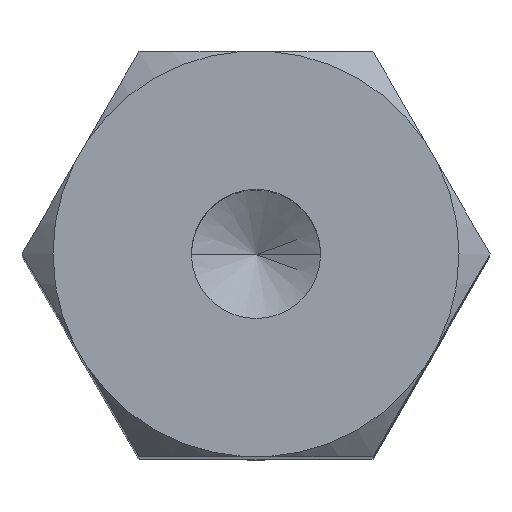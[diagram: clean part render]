
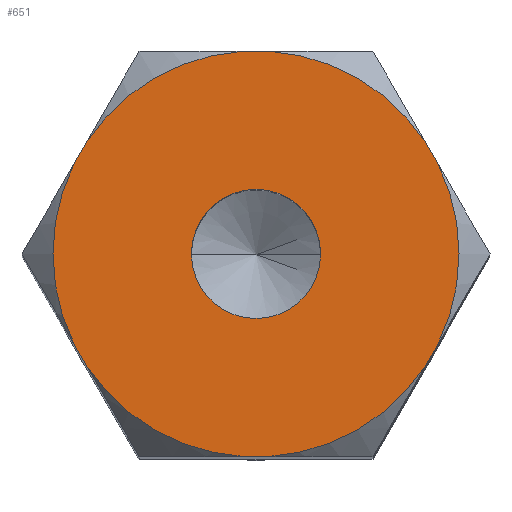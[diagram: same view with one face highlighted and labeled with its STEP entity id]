
A CAD part, top view. The second image highlights one B-rep face of the part: STEP entity #651.
In plain terms, the highlighted planar face has unit normal (0, 0, 1).
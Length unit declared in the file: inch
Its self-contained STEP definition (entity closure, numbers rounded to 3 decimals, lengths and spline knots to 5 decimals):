
#2 = VECTOR ( 'NONE', #675, 39.37008 ) ;
#10 = VERTEX_POINT ( 'NONE', #480 ) ;
#11 = DIRECTION ( 'NONE',  ( 1., 0., 0. ) ) ;
#13 = CARTESIAN_POINT ( 'NONE',  ( 0.0158, -0.2495, 2.003 ) ) ;
#14 = ORIENTED_EDGE ( 'NONE', *, *, #1038, .T. ) ;
#26 = CIRCLE ( 'NONE', #874, 0.25 ) ;
#51 = ORIENTED_EDGE ( 'NONE', *, *, #241, .T. ) ;
#70 = ORIENTED_EDGE ( 'NONE', *, *, #628, .T. ) ;
#96 = LINE ( 'NONE', #1362, #203 ) ;
#103 = AXIS2_PLACEMENT_3D ( 'NONE', #1076, #956, #1296 ) ;
#105 = CIRCLE ( 'NONE', #373, 0.25 ) ;
#126 = VERTEX_POINT ( 'NONE', #754 ) ;
#133 = AXIS2_PLACEMENT_3D ( 'NONE', #1467, #907, #1354 ) ;
#138 = ORIENTED_EDGE ( 'NONE', *, *, #1002, .T. ) ;
#142 = CARTESIAN_POINT ( 'NONE',  ( 0., 0., 2.003 ) ) ;
#200 = DIRECTION ( 'NONE',  ( 1., 0., 0. ) ) ;
#203 = VECTOR ( 'NONE', #455, 39.37008 ) ;
#207 = CARTESIAN_POINT ( 'NONE',  ( -0.14405, -0.2495, 2.003 ) ) ;
#229 = ORIENTED_EDGE ( 'NONE', *, *, #423, .T. ) ;
#234 = DIRECTION ( 'NONE',  ( 0., -1., 0. ) ) ;
#241 = EDGE_CURVE ( 'NONE', #1315, #689, #553, .T. ) ;
#251 = CIRCLE ( 'NONE', #133, 0.25 ) ;
#252 = CARTESIAN_POINT ( 'NONE',  ( 0.2881, 0., 2.003 ) ) ;
#268 = ORIENTED_EDGE ( 'NONE', *, *, #466, .T. ) ;
#272 = AXIS2_PLACEMENT_3D ( 'NONE', #142, #1365, #1036 ) ;
#296 = CARTESIAN_POINT ( 'NONE',  ( 0.20817, -0.13844, 2.003 ) ) ;
#313 = EDGE_CURVE ( 'NONE', #1173, #367, #1162, .T. ) ;
#347 = VERTEX_POINT ( 'NONE', #829 ) ;
#355 = EDGE_CURVE ( 'NONE', #983, #1143, #1392, .T. ) ;
#367 = VERTEX_POINT ( 'NONE', #487 ) ;
#368 = ORIENTED_EDGE ( 'NONE', *, *, #355, .F. ) ;
#373 = AXIS2_PLACEMENT_3D ( 'NONE', #1321, #758, #729 ) ;
#388 = DIRECTION ( 'NONE',  ( 0., 0., 1. ) ) ;
#412 = CARTESIAN_POINT ( 'NONE',  ( 0., 0., 2.003 ) ) ;
#415 = ORIENTED_EDGE ( 'NONE', *, *, #1081, .T. ) ;
#423 = EDGE_CURVE ( 'NONE', #968, #483, #1110, .T. ) ;
#443 = VECTOR ( 'NONE', #1452, 39.37008 ) ;
#445 = VERTEX_POINT ( 'NONE', #627 ) ;
#452 = CARTESIAN_POINT ( 'NONE',  ( 0., 0., 2.003 ) ) ;
#455 = DIRECTION ( 'NONE',  ( -1., 0., 0. ) ) ;
#466 = EDGE_CURVE ( 'NONE', #1284, #347, #26, .T. ) ;
#467 = ORIENTED_EDGE ( 'NONE', *, *, #909, .F. ) ;
#480 = CARTESIAN_POINT ( 'NONE',  ( 0.0158, 0.2495, 2.003 ) ) ;
#483 = VERTEX_POINT ( 'NONE', #296 ) ;
#487 = CARTESIAN_POINT ( 'NONE',  ( 0.20817, 0.13844, 2.003 ) ) ;
#553 = LINE ( 'NONE', #904, #443 ) ;
#556 = LINE ( 'NONE', #207, #1090 ) ;
#584 = EDGE_CURVE ( 'NONE', #347, #968, #556, .T. ) ;
#596 = CIRCLE ( 'NONE', #876, 0.25 ) ;
#618 = CIRCLE ( 'NONE', #1156, 0.25 ) ;
#626 = CARTESIAN_POINT ( 'NONE',  ( 0.22398, 0.11106, 2.003 ) ) ;
#627 = CARTESIAN_POINT ( 'NONE',  ( -0.0158, 0.2495, 2.003 ) ) ;
#628 = EDGE_CURVE ( 'NONE', #483, #1482, #894, .T. ) ;
#651 = ADVANCED_FACE ( 'NONE', ( #1344, #1459 ), #790, .T. ) ;
#654 = ORIENTED_EDGE ( 'NONE', *, *, #584, .T. ) ;
#675 = DIRECTION ( 'NONE',  ( 0.5, 0.866, 0. ) ) ;
#681 = DIRECTION ( 'NONE',  ( 0., 0., 1. ) ) ;
#689 = VERTEX_POINT ( 'NONE', #1333 ) ;
#711 = DIRECTION ( 'NONE',  ( -0.5, 0.866, 0. ) ) ;
#720 = DIRECTION ( 'NONE',  ( 0., 0., 1. ) ) ;
#723 = CARTESIAN_POINT ( 'NONE',  ( -0.2881, 0., 2.003 ) ) ;
#729 = DIRECTION ( 'NONE',  ( 1., 0., 0. ) ) ;
#735 = CARTESIAN_POINT ( 'NONE',  ( 0.22398, -0.11106, 2.003 ) ) ;
#752 = DIRECTION ( 'NONE',  ( 0., 0., 1. ) ) ;
#753 = CARTESIAN_POINT ( 'NONE',  ( 0., 0., 2.003 ) ) ;
#754 = CARTESIAN_POINT ( 'NONE',  ( -0.22398, -0.11106, 2.003 ) ) ;
#758 = DIRECTION ( 'NONE',  ( 0., 0., 1. ) ) ;
#764 = CARTESIAN_POINT ( 'NONE',  ( -0.20817, -0.13844, 2.003 ) ) ;
#790 = PLANE ( 'NONE',  #1348 ) ;
#794 = CARTESIAN_POINT ( 'NONE',  ( 0.0795, 0., 2.003 ) ) ;
#818 = EDGE_CURVE ( 'NONE', #445, #1315, #596, .T. ) ;
#829 = CARTESIAN_POINT ( 'NONE',  ( -0.0158, -0.2495, 2.003 ) ) ;
#874 = AXIS2_PLACEMENT_3D ( 'NONE', #753, #388, #975 ) ;
#876 = AXIS2_PLACEMENT_3D ( 'NONE', #1044, #720, #11 ) ;
#894 = LINE ( 'NONE', #1241, #2 ) ;
#904 = CARTESIAN_POINT ( 'NONE',  ( -0.14405, 0.2495, 2.003 ) ) ;
#907 = DIRECTION ( 'NONE',  ( 0., 0., 1. ) ) ;
#909 = EDGE_CURVE ( 'NONE', #1143, #983, #1182, .T. ) ;
#912 = LINE ( 'NONE', #723, #972 ) ;
#939 = DIRECTION ( 'NONE',  ( 0., 0., 1. ) ) ;
#956 = DIRECTION ( 'NONE',  ( 0., 0., 1. ) ) ;
#968 = VERTEX_POINT ( 'NONE', #13 ) ;
#972 = VECTOR ( 'NONE', #1163, 39.37008 ) ;
#975 = DIRECTION ( 'NONE',  ( 1., 0., 0. ) ) ;
#983 = VERTEX_POINT ( 'NONE', #794 ) ;
#1002 = EDGE_CURVE ( 'NONE', #10, #445, #96, .T. ) ;
#1036 = DIRECTION ( 'NONE',  ( 1., 0., 0. ) ) ;
#1038 = EDGE_CURVE ( 'NONE', #126, #1284, #912, .T. ) ;
#1044 = CARTESIAN_POINT ( 'NONE',  ( 0., 0., 2.003 ) ) ;
#1058 = ORIENTED_EDGE ( 'NONE', *, *, #1261, .T. ) ;
#1072 = EDGE_CURVE ( 'NONE', #689, #126, #618, .T. ) ;
#1076 = CARTESIAN_POINT ( 'NONE',  ( 0., 0., 2.003 ) ) ;
#1081 = EDGE_CURVE ( 'NONE', #367, #10, #105, .T. ) ;
#1090 = VECTOR ( 'NONE', #200, 39.37008 ) ;
#1099 = CARTESIAN_POINT ( 'NONE',  ( -0.0795, 0., 2.003 ) ) ;
#1108 = VECTOR ( 'NONE', #711, 39.37008 ) ;
#1110 = CIRCLE ( 'NONE', #1233, 0.25 ) ;
#1143 = VERTEX_POINT ( 'NONE', #1099 ) ;
#1156 = AXIS2_PLACEMENT_3D ( 'NONE', #412, #752, #1428 ) ;
#1162 = LINE ( 'NONE', #252, #1108 ) ;
#1163 = DIRECTION ( 'NONE',  ( 0.5, -0.866, 0. ) ) ;
#1173 = VERTEX_POINT ( 'NONE', #626 ) ;
#1182 = CIRCLE ( 'NONE', #103, 0.0795 ) ;
#1230 = DIRECTION ( 'NONE',  ( 1., 0., 0. ) ) ;
#1233 = AXIS2_PLACEMENT_3D ( 'NONE', #1264, #939, #234 ) ;
#1241 = CARTESIAN_POINT ( 'NONE',  ( 0.14405, -0.2495, 2.003 ) ) ;
#1249 = EDGE_LOOP ( 'NONE', ( #368, #467 ) ) ;
#1261 = EDGE_CURVE ( 'NONE', #1482, #1173, #251, .T. ) ;
#1264 = CARTESIAN_POINT ( 'NONE',  ( 0., 0., 2.003 ) ) ;
#1280 = EDGE_LOOP ( 'NONE', ( #1462, #415, #138, #1360, #51, #1299, #14, #268, #654, #229, #70, #1058 ) ) ;
#1284 = VERTEX_POINT ( 'NONE', #764 ) ;
#1296 = DIRECTION ( 'NONE',  ( 1., 0., 0. ) ) ;
#1299 = ORIENTED_EDGE ( 'NONE', *, *, #1072, .T. ) ;
#1315 = VERTEX_POINT ( 'NONE', #1449 ) ;
#1321 = CARTESIAN_POINT ( 'NONE',  ( 0., 0., 2.003 ) ) ;
#1333 = CARTESIAN_POINT ( 'NONE',  ( -0.22398, 0.11106, 2.003 ) ) ;
#1344 = FACE_BOUND ( 'NONE', #1249, .T. ) ;
#1348 = AXIS2_PLACEMENT_3D ( 'NONE', #452, #681, #1230 ) ;
#1354 = DIRECTION ( 'NONE',  ( 1., 0., 0. ) ) ;
#1360 = ORIENTED_EDGE ( 'NONE', *, *, #818, .T. ) ;
#1362 = CARTESIAN_POINT ( 'NONE',  ( 0.14405, 0.2495, 2.003 ) ) ;
#1365 = DIRECTION ( 'NONE',  ( 0., 0., 1. ) ) ;
#1392 = CIRCLE ( 'NONE', #272, 0.0795 ) ;
#1428 = DIRECTION ( 'NONE',  ( 1., 0., 0. ) ) ;
#1449 = CARTESIAN_POINT ( 'NONE',  ( -0.20817, 0.13844, 2.003 ) ) ;
#1452 = DIRECTION ( 'NONE',  ( -0.5, -0.866, 0. ) ) ;
#1459 = FACE_OUTER_BOUND ( 'NONE', #1280, .T. ) ;
#1462 = ORIENTED_EDGE ( 'NONE', *, *, #313, .T. ) ;
#1467 = CARTESIAN_POINT ( 'NONE',  ( 0., 0., 2.003 ) ) ;
#1482 = VERTEX_POINT ( 'NONE', #735 ) ;
